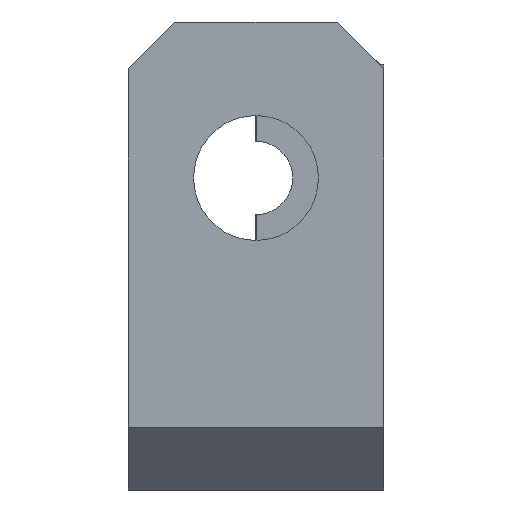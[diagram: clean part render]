
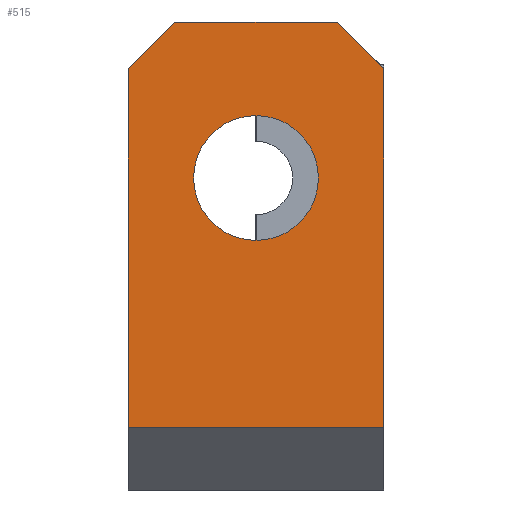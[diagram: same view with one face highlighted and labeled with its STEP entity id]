
A CAD part, front view. The second image highlights one B-rep face of the part: STEP entity #515.
In plain terms, the highlighted planar face has unit normal (0, -1, 0).
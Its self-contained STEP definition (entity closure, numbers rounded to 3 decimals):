
#34=FACE_BOUND('',#112,.T.);
#49=CIRCLE('',#570,4.);
#75=FACE_OUTER_BOUND('',#111,.T.);
#111=EDGE_LOOP('',(#465,#466,#467,#468,#469,#470));
#112=EDGE_LOOP('',(#471));
#127=LINE('',#749,#180);
#147=LINE('',#803,#200);
#154=LINE('',#821,#207);
#159=LINE('',#830,#212);
#162=LINE('',#837,#215);
#164=LINE('',#843,#217);
#180=VECTOR('',#600,10.);
#200=VECTOR('',#654,10.);
#207=VECTOR('',#673,10.);
#212=VECTOR('',#680,10.);
#215=VECTOR('',#689,10.);
#217=VECTOR('',#697,10.);
#234=VERTEX_POINT('',#746);
#235=VERTEX_POINT('',#748);
#251=VERTEX_POINT('',#800);
#252=VERTEX_POINT('',#802);
#257=VERTEX_POINT('',#820);
#260=VERTEX_POINT('',#828);
#264=VERTEX_POINT('',#849);
#282=EDGE_CURVE('',#235,#234,#127,.T.);
#309=EDGE_CURVE('',#251,#252,#147,.T.);
#318=EDGE_CURVE('',#257,#234,#154,.T.);
#323=EDGE_CURVE('',#260,#257,#159,.T.);
#327=EDGE_CURVE('',#252,#260,#162,.T.);
#330=EDGE_CURVE('',#235,#251,#164,.T.);
#332=EDGE_CURVE('',#264,#264,#49,.T.);
#465=ORIENTED_EDGE('',*,*,#318,.F.);
#466=ORIENTED_EDGE('',*,*,#323,.F.);
#467=ORIENTED_EDGE('',*,*,#327,.F.);
#468=ORIENTED_EDGE('',*,*,#309,.F.);
#469=ORIENTED_EDGE('',*,*,#330,.F.);
#470=ORIENTED_EDGE('',*,*,#282,.T.);
#471=ORIENTED_EDGE('',*,*,#332,.T.);
#489=PLANE('',#571);
#515=ADVANCED_FACE('',(#75,#34),#489,.T.);
#570=AXIS2_PLACEMENT_3D('',#850,#706,#707);
#571=AXIS2_PLACEMENT_3D('',#852,#709,#710);
#600=DIRECTION('',(0.,0.,1.));
#654=DIRECTION('',(0.,0.,1.));
#673=DIRECTION('',(0.707,0.,-0.707));
#680=DIRECTION('',(1.,0.,0.));
#689=DIRECTION('',(0.707,0.,0.707));
#697=DIRECTION('',(-1.,0.,0.));
#706=DIRECTION('center_axis',(0.,1.,0.));
#707=DIRECTION('ref_axis',(1.,0.,0.));
#709=DIRECTION('center_axis',(0.,-1.,0.));
#710=DIRECTION('ref_axis',(1.,0.,0.));
#746=CARTESIAN_POINT('',(8.2,-15.,1.5));
#748=CARTESIAN_POINT('',(8.2,-15.,-21.5));
#749=CARTESIAN_POINT('',(8.2,-15.,-0.5));
#800=CARTESIAN_POINT('',(-8.2,-15.,-21.5));
#802=CARTESIAN_POINT('',(-8.2,-15.,1.5));
#803=CARTESIAN_POINT('',(-8.2,-15.,2.5));
#820=CARTESIAN_POINT('',(5.2,-15.,4.5));
#821=CARTESIAN_POINT('',(7.15,-15.,2.55));
#828=CARTESIAN_POINT('',(-5.2,-15.,4.5));
#830=CARTESIAN_POINT('',(8.,-15.,4.5));
#837=CARTESIAN_POINT('',(-7.15,-15.,2.55));
#843=CARTESIAN_POINT('',(4.,-15.,-21.5));
#849=CARTESIAN_POINT('',(-4.,-15.,-5.5));
#850=CARTESIAN_POINT('Origin',(0.,-15.,
-5.5));
#852=CARTESIAN_POINT('Origin',(0.,-15.,
-5.5));
